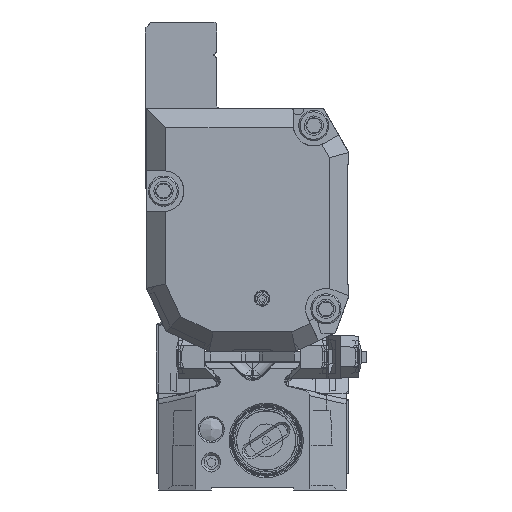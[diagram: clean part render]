
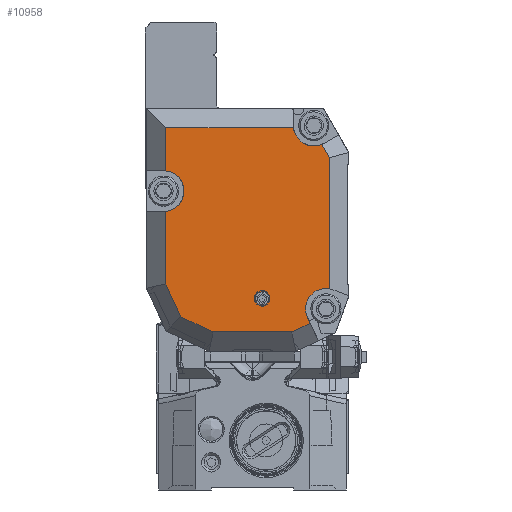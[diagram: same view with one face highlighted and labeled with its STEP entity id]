
A CAD part, front view. The second image highlights one B-rep face of the part: STEP entity #10958.
In plain terms, the highlighted planar face has unit normal (0, -1, 0).
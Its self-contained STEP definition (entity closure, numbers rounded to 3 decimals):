
#3648=FACE_BOUND('',#20818,.T.);
#3649=FACE_BOUND('',#20819,.T.);
#10958=ADVANCED_FACE('',(#3648,#3649),#13093,.F.);
#13093=PLANE('',#79148);
#20818=EDGE_LOOP('',(#41351,#41352,#41353,#41354,#41355,#41356,#41357,#41358,
#41359,#41360,#41361,#41362,#41363));
#20819=EDGE_LOOP('',(#41364));
#41351=ORIENTED_EDGE('',*,*,#58661,.T.);
#41352=ORIENTED_EDGE('',*,*,#58662,.T.);
#41353=ORIENTED_EDGE('',*,*,#58663,.T.);
#41354=ORIENTED_EDGE('',*,*,#58664,.T.);
#41355=ORIENTED_EDGE('',*,*,#58665,.T.);
#41356=ORIENTED_EDGE('',*,*,#58666,.T.);
#41357=ORIENTED_EDGE('',*,*,#58667,.T.);
#41358=ORIENTED_EDGE('',*,*,#58668,.T.);
#41359=ORIENTED_EDGE('',*,*,#58669,.T.);
#41360=ORIENTED_EDGE('',*,*,#58670,.T.);
#41361=ORIENTED_EDGE('',*,*,#58671,.T.);
#41362=ORIENTED_EDGE('',*,*,#58672,.T.);
#41363=ORIENTED_EDGE('',*,*,#58673,.T.);
#41364=ORIENTED_EDGE('',*,*,#58674,.T.);
#48348=VERTEX_POINT('',#135179);
#48349=VERTEX_POINT('',#135180);
#48350=VERTEX_POINT('',#135182);
#48351=VERTEX_POINT('',#135184);
#48352=VERTEX_POINT('',#135186);
#48353=VERTEX_POINT('',#135188);
#48354=VERTEX_POINT('',#135190);
#48355=VERTEX_POINT('',#135192);
#48356=VERTEX_POINT('',#135194);
#48357=VERTEX_POINT('',#135196);
#48358=VERTEX_POINT('',#135198);
#48359=VERTEX_POINT('',#135200);
#48360=VERTEX_POINT('',#135202);
#48361=VERTEX_POINT('',#135205);
#58661=EDGE_CURVE('',#48348,#48349,#72934,.T.);
#58662=EDGE_CURVE('',#48349,#48350,#64692,.T.);
#58663=EDGE_CURVE('',#48350,#48351,#64693,.T.);
#58664=EDGE_CURVE('',#48351,#48352,#72935,.T.);
#58665=EDGE_CURVE('',#48352,#48353,#64694,.T.);
#58666=EDGE_CURVE('',#48353,#48354,#64695,.T.);
#58667=EDGE_CURVE('',#48354,#48355,#72936,.T.);
#58668=EDGE_CURVE('',#48355,#48356,#64696,.T.);
#58669=EDGE_CURVE('',#48356,#48357,#64697,.T.);
#58670=EDGE_CURVE('',#48357,#48358,#64698,.T.);
#58671=EDGE_CURVE('',#48358,#48359,#64699,.T.);
#58672=EDGE_CURVE('',#48359,#48360,#64700,.T.);
#58673=EDGE_CURVE('',#48360,#48348,#64701,.T.);
#58674=EDGE_CURVE('',#48361,#48361,#72937,.T.);
#64692=LINE('',#135181,#70794);
#64693=LINE('',#135183,#70795);
#64694=LINE('',#135187,#70796);
#64695=LINE('',#135189,#70797);
#64696=LINE('',#135193,#70798);
#64697=LINE('',#135195,#70799);
#64698=LINE('',#135197,#70800);
#64699=LINE('',#135199,#70801);
#64700=LINE('',#135201,#70802);
#64701=LINE('',#135203,#70803);
#70794=VECTOR('',#97614,1.);
#70795=VECTOR('',#97615,1.);
#70796=VECTOR('',#97618,1.);
#70797=VECTOR('',#97619,1.);
#70798=VECTOR('',#97622,1.);
#70799=VECTOR('',#97623,1.);
#70800=VECTOR('',#97624,1.);
#70801=VECTOR('',#97625,1.);
#70802=VECTOR('',#97626,1.);
#70803=VECTOR('',#97627,1.);
#72934=CIRCLE('',#79144,3.7);
#72935=CIRCLE('',#79145,3.7);
#72936=CIRCLE('',#79146,3.7);
#72937=CIRCLE('',#79147,1.3);
#79144=AXIS2_PLACEMENT_3D('',#135178,#97612,#97613);
#79145=AXIS2_PLACEMENT_3D('',#135185,#97616,#97617);
#79146=AXIS2_PLACEMENT_3D('',#135191,#97620,#97621);
#79147=AXIS2_PLACEMENT_3D('',#135204,#97628,#97629);
#79148=AXIS2_PLACEMENT_3D('',#135206,#97630,#97631);
#97612=DIRECTION('',(0.,1.,0.));
#97613=DIRECTION('',(-1.,0.,0.));
#97614=DIRECTION('',(0.,0.,1.));
#97615=DIRECTION('',(-0.5,0.,0.866));
#97616=DIRECTION('',(0.,1.,0.));
#97617=DIRECTION('',(-1.,0.,0.));
#97618=DIRECTION('',(-1.,0.,0.));
#97619=DIRECTION('',(0.,0.,-1.));
#97620=DIRECTION('',(0.,1.,0.));
#97621=DIRECTION('',(-1.,0.,0.));
#97622=DIRECTION('',(0.,0.,-1.));
#97623=DIRECTION('',(0.419,0.,-0.908));
#97624=DIRECTION('',(0.905,0.,-0.426));
#97625=DIRECTION('',(1.,0.,0.));
#97626=DIRECTION('',(0.905,0.,0.426));
#97627=DIRECTION('',(-0.426,0.,0.905));
#97628=DIRECTION('',(0.,1.,0.));
#97629=DIRECTION('',(0.,0.,1.));
#97630=DIRECTION('',(0.,1.,0.));
#97631=DIRECTION('',(0.,0.,1.));
#135178=CARTESIAN_POINT('',(32.85,-8.,-52.11));
#135179=CARTESIAN_POINT('',(29.503,-8.,-53.687));
#135180=CARTESIAN_POINT('',(33.5,-8.,-48.468));
#135181=CARTESIAN_POINT('',(33.5,-8.,-46.706));
#135182=CARTESIAN_POINT('',(33.5,-8.,-24.648));
#135183=CARTESIAN_POINT('',(44.864,-8.,-44.331));
#135184=CARTESIAN_POINT('',(32.096,-8.,-22.216));
#135185=CARTESIAN_POINT('',(30.65,-8.,-18.81));
#135186=CARTESIAN_POINT('',(26.972,-8.,-19.21));
#135187=CARTESIAN_POINT('',(40.75,-8.,-19.21));
#135188=CARTESIAN_POINT('',(3.75,-8.,-19.21));
#135189=CARTESIAN_POINT('',(3.75,-8.,-46.706));
#135190=CARTESIAN_POINT('',(3.75,-8.,-27.032));
#135191=CARTESIAN_POINT('',(3.35,-8.,-30.71));
#135192=CARTESIAN_POINT('',(3.75,-8.,-34.388));
#135193=CARTESIAN_POINT('',(3.75,-8.,-46.706));
#135194=CARTESIAN_POINT('',(3.75,-8.,-47.584));
#135195=CARTESIAN_POINT('',(9.912,-8.,-60.937));
#135196=CARTESIAN_POINT('',(6.493,-8.,-53.528));
#135197=CARTESIAN_POINT('',(31.901,-8.,-65.495));
#135198=CARTESIAN_POINT('',(12.378,-8.,-56.3));
#135199=CARTESIAN_POINT('',(40.75,-8.,-56.3));
#135200=CARTESIAN_POINT('',(26.622,-8.,-56.3));
#135201=CARTESIAN_POINT('',(41.883,-8.,-49.112));
#135202=CARTESIAN_POINT('',(29.987,-8.,-54.715));
#135203=CARTESIAN_POINT('',(31.478,-8.,-57.881));
#135204=CARTESIAN_POINT('',(21.25,-8.,-50.21));
#135205=CARTESIAN_POINT('',(21.25,-8.,-48.91));
#135206=CARTESIAN_POINT('',(40.75,-8.,-46.706));
